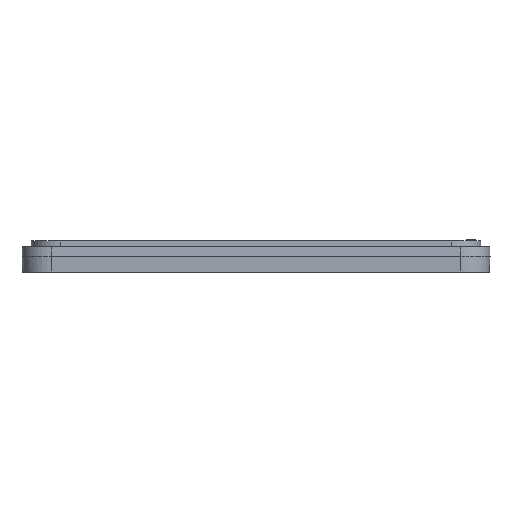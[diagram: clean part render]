
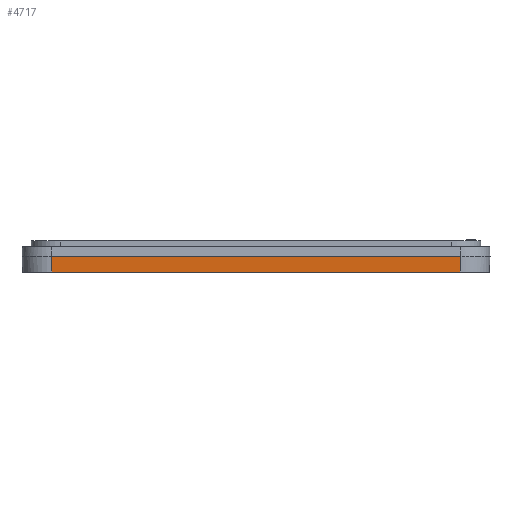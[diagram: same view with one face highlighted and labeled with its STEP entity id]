
A CAD part, left-side view. The second image highlights one B-rep face of the part: STEP entity #4717.
In plain terms, the highlighted planar face has unit normal (-0.999, 0, -0.035).
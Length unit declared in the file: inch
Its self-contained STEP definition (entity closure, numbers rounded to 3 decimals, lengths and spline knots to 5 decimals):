
#186 = LINE ( 'NONE', #3079, #1638 ) ;
#492 = CARTESIAN_POINT ( 'NONE',  ( -7.44795, -5.18, -0.345 ) ) ;
#505 = LINE ( 'NONE', #2758, #5484 ) ;
#591 = VECTOR ( 'NONE', #1088, 39.37008 ) ;
#627 = CARTESIAN_POINT ( 'NONE',  ( -7.46079, 4.53119, 0.02263 ) ) ;
#882 = CARTESIAN_POINT ( 'NONE',  ( -7.44795, -4.51835, -0.345 ) ) ;
#959 = VERTEX_POINT ( 'NONE', #2853 ) ;
#1088 = DIRECTION ( 'NONE',  ( 0., -1., 0. ) ) ;
#1519 = VERTEX_POINT ( 'NONE', #7182 ) ;
#1580 = CARTESIAN_POINT ( 'NONE',  ( -7.46, 5.18, 0. ) ) ;
#1638 = VECTOR ( 'NONE', #6794, 39.37008 ) ;
#1955 = FACE_OUTER_BOUND ( 'NONE', #7205, .T. ) ;
#1965 = ORIENTED_EDGE ( 'NONE', *, *, #3971, .T. ) ;
#2066 = EDGE_CURVE ( 'NONE', #2300, #1519, #2269, .T. ) ;
#2208 = DIRECTION ( 'NONE',  ( -0.999, 0., -0.035 ) ) ;
#2269 = LINE ( 'NONE', #627, #7036 ) ;
#2300 = VERTEX_POINT ( 'NONE', #5815 ) ;
#2630 = LINE ( 'NONE', #492, #591 ) ;
#2758 = CARTESIAN_POINT ( 'NONE',  ( -7.46, 5.18, 0. ) ) ;
#2853 = CARTESIAN_POINT ( 'NONE',  ( -7.46, -4.5304, 0. ) ) ;
#3079 = CARTESIAN_POINT ( 'NONE',  ( -7.44819, -4.51858, -0.33827 ) ) ;
#3692 = EDGE_CURVE ( 'NONE', #2300, #959, #505, .T. ) ;
#3744 = DIRECTION ( 'NONE',  ( 0.035, -0.035, -0.999 ) ) ;
#3869 = ORIENTED_EDGE ( 'NONE', *, *, #3692, .F. ) ;
#3971 = EDGE_CURVE ( 'NONE', #1519, #6395, #2630, .T. ) ;
#4067 = AXIS2_PLACEMENT_3D ( 'NONE', #1580, #2208, #6568 ) ;
#4717 = ADVANCED_FACE ( 'NONE', ( #1955 ), #5962, .T. ) ;
#5484 = VECTOR ( 'NONE', #6370, 39.37008 ) ;
#5815 = CARTESIAN_POINT ( 'NONE',  ( -7.46, 4.5304, 0. ) ) ;
#5962 = PLANE ( 'NONE',  #4067 ) ;
#6370 = DIRECTION ( 'NONE',  ( 0., -1., 0. ) ) ;
#6395 = VERTEX_POINT ( 'NONE', #882 ) ;
#6568 = DIRECTION ( 'NONE',  ( -0.035, 0., 0.999 ) ) ;
#6597 = ORIENTED_EDGE ( 'NONE', *, *, #7949, .T. ) ;
#6794 = DIRECTION ( 'NONE',  ( -0.035, -0.035, 0.999 ) ) ;
#6799 = ORIENTED_EDGE ( 'NONE', *, *, #2066, .T. ) ;
#7036 = VECTOR ( 'NONE', #3744, 39.37008 ) ;
#7182 = CARTESIAN_POINT ( 'NONE',  ( -7.44795, 4.51835, -0.345 ) ) ;
#7205 = EDGE_LOOP ( 'NONE', ( #3869, #6799, #1965, #6597 ) ) ;
#7949 = EDGE_CURVE ( 'NONE', #6395, #959, #186, .T. ) ;
